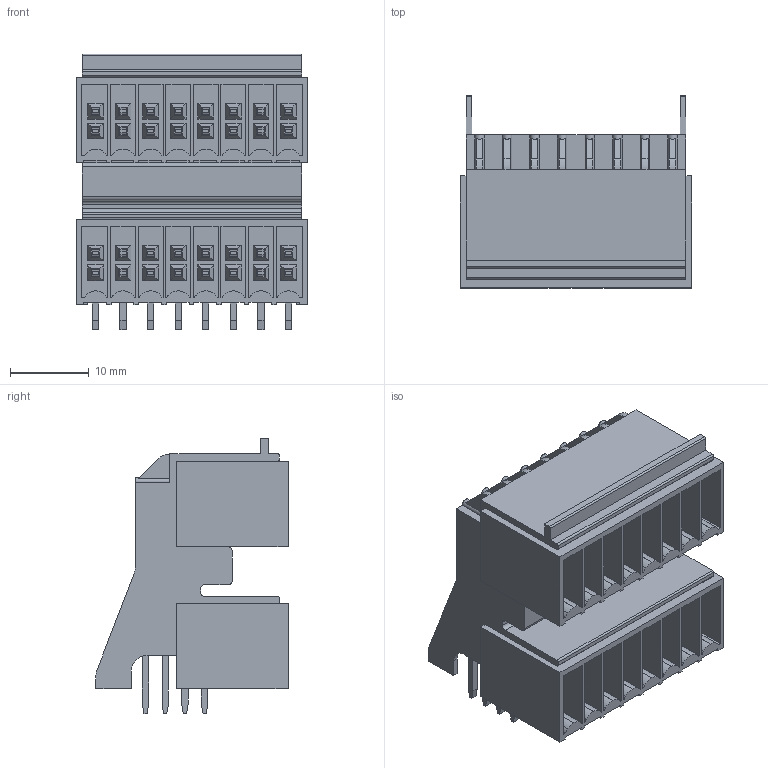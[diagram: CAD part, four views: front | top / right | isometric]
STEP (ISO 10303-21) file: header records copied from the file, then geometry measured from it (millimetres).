
FILE_DESCRIPTION(('CATIA V5 STEP Exchange','CAx-IF Rec.Pracs.--- Model Styling and Organization---1.2---2011-12-15'),'2;1');
FILE_NAME ('D1451382_0_1357870000_1357870000.stp','2018-09-18T11:36:07+00:00',('none'),('Weidmueller'),'CATIA Version 5-6 Release 2014','CATIA V5 STEP AP214','none');
FILE_SCHEMA(('AUTOMOTIVE_DESIGN { 1 0 10303 214 1 1 1 1 }'));
Length unit declared in the file: millimetre
Products named in the file (1): 1357870000
Bounding box: 29.4 x 24.4 x 35 mm (x, y, z)
Volume: 10679.8 mm3; surface area: 14243.9 mm2
Topology: 33 solids, 33 shells, 1103 faces, 2929 edges, 1932 vertices
Faces by surface type: plane 1025, cylinder 78
Entity records: 31751 total; most frequent: ORIENTED_EDGE 5858, CARTESIAN_POINT 5836, DIRECTION 4309, EDGE_CURVE 2929, VECTOR 2611, LINE 2611, VERTEX_POINT 1932, EDGE_LOOP 1207
